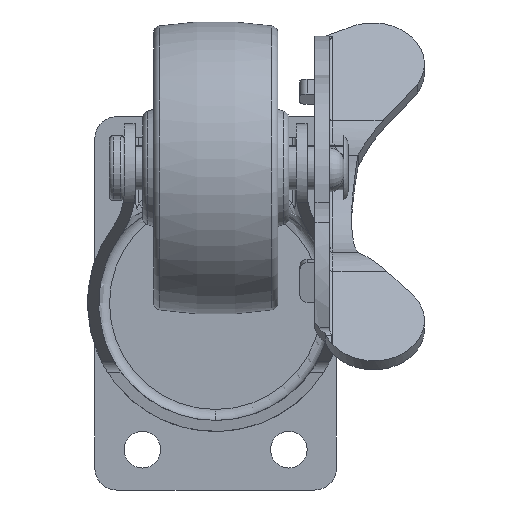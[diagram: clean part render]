
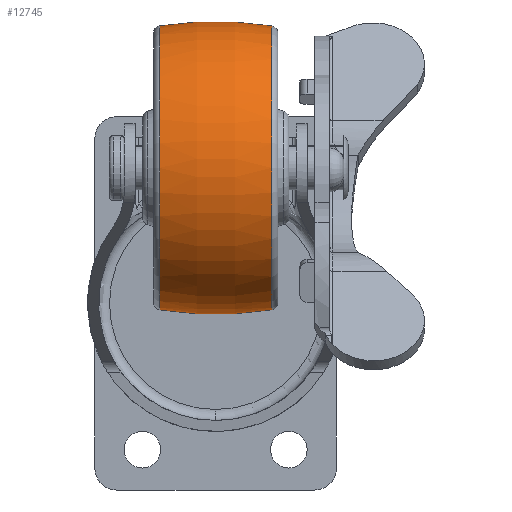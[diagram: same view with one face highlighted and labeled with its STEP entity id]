
A CAD part, front view. The second image highlights one B-rep face of the part: STEP entity #12745.
In plain terms, the highlighted toroidal (fillet/blend) face has major radius 28.542 mm and minor radius 48.542 mm.
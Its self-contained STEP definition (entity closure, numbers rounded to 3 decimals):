
#226 = FACE_OUTER_BOUND ( 'NONE', #8796, .T. ) ;
#577 = CIRCLE ( 'NONE', #4776, 19.392 ) ;
#922 = DIRECTION ( 'NONE',  ( 0., 0., 1. ) ) ;
#2198 = VERTEX_POINT ( 'NONE', #11722 ) ;
#2244 = CARTESIAN_POINT ( 'NONE',  ( 0., 0., -28.542 ) ) ;
#2489 = ORIENTED_EDGE ( 'NONE', *, *, #8955, .T. ) ;
#3763 = CARTESIAN_POINT ( 'NONE',  ( -7.658, 0., 0. ) ) ;
#4309 = DIRECTION ( 'NONE',  ( 0., 0., 1. ) ) ;
#4519 = VERTEX_POINT ( 'NONE', #10566 ) ;
#4776 = AXIS2_PLACEMENT_3D ( 'NONE', #7927, #6759, #5894 ) ;
#5000 = CARTESIAN_POINT ( 'NONE',  ( 0., 0., 28.542 ) ) ;
#5193 = DIRECTION ( 'NONE',  ( 0., -1., 0. ) ) ;
#5239 = AXIS2_PLACEMENT_3D ( 'NONE', #3763, #10939, #922 ) ;
#5469 = TOROIDAL_SURFACE ( 'NONE', #6529, -28.542, 48.542 ) ;
#5667 = AXIS2_PLACEMENT_3D ( 'NONE', #2244, #5193, #6186 ) ;
#5894 = DIRECTION ( 'NONE',  ( 0., 0., 1. ) ) ;
#6186 = DIRECTION ( 'NONE',  ( 0., 0., -1. ) ) ;
#6529 = AXIS2_PLACEMENT_3D ( 'NONE', #8308, #8179, #4309 ) ;
#6759 = DIRECTION ( 'NONE',  ( -1., 0., 0. ) ) ;
#7927 = CARTESIAN_POINT ( 'NONE',  ( 7.658, 0., 0. ) ) ;
#7954 = ORIENTED_EDGE ( 'NONE', *, *, #11805, .F. ) ;
#7967 = CIRCLE ( 'NONE', #11980, 48.542 ) ;
#8021 = DIRECTION ( 'NONE',  ( 0., 1., 0. ) ) ;
#8175 = CARTESIAN_POINT ( 'NONE',  ( -7.658, 0., -19.392 ) ) ;
#8179 = DIRECTION ( 'NONE',  ( -1., 0., 0. ) ) ;
#8203 = CARTESIAN_POINT ( 'NONE',  ( -7.658, 0., 19.392 ) ) ;
#8308 = CARTESIAN_POINT ( 'NONE',  ( 0., 0., 0. ) ) ;
#8796 = EDGE_LOOP ( 'NONE', ( #7954, #2489, #9797, #12224 ) ) ;
#8955 = EDGE_CURVE ( 'NONE', #2198, #4519, #577, .T. ) ;
#9757 = DIRECTION ( 'NONE',  ( 0., 0., 1. ) ) ;
#9797 = ORIENTED_EDGE ( 'NONE', *, *, #10912, .T. ) ;
#10116 = VERTEX_POINT ( 'NONE', #8203 ) ;
#10566 = CARTESIAN_POINT ( 'NONE',  ( 7.658, 0., 19.392 ) ) ;
#10611 = VERTEX_POINT ( 'NONE', #8175 ) ;
#10912 = EDGE_CURVE ( 'NONE', #4519, #10116, #13037, .T. ) ;
#10939 = DIRECTION ( 'NONE',  ( -1., 0., 0. ) ) ;
#11722 = CARTESIAN_POINT ( 'NONE',  ( 7.658, 0., -19.392 ) ) ;
#11805 = EDGE_CURVE ( 'NONE', #2198, #10611, #7967, .T. ) ;
#11980 = AXIS2_PLACEMENT_3D ( 'NONE', #5000, #8021, #9757 ) ;
#12187 = CIRCLE ( 'NONE', #5239, 19.392 ) ;
#12224 = ORIENTED_EDGE ( 'NONE', *, *, #12259, .F. ) ;
#12259 = EDGE_CURVE ( 'NONE', #10611, #10116, #12187, .T. ) ;
#12745 = ADVANCED_FACE ( 'NONE', ( #226 ), #5469, .T. ) ;
#13037 = CIRCLE ( 'NONE', #5667, 48.542 ) ;
